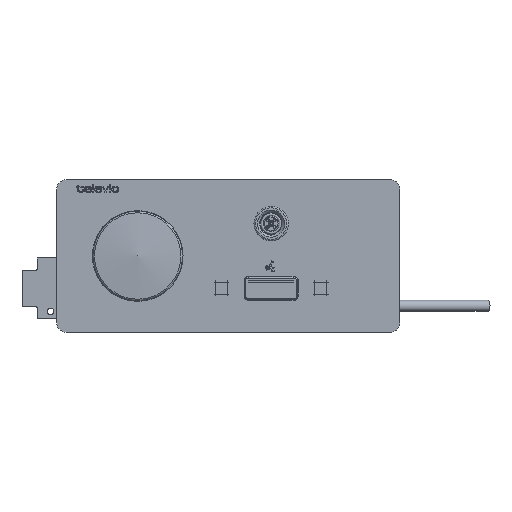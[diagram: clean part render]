
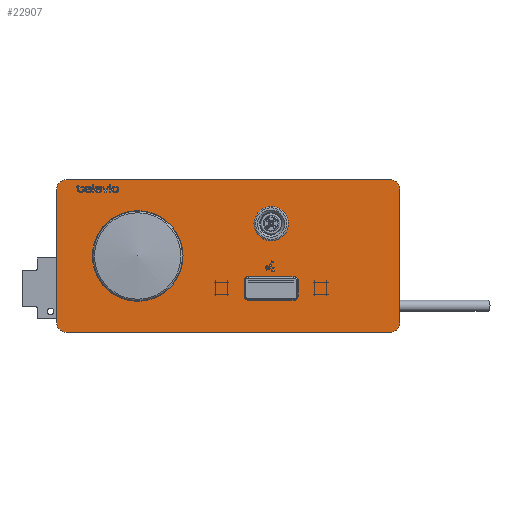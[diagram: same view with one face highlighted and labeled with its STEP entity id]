
A CAD part, top view. The second image highlights one B-rep face of the part: STEP entity #22907.
In plain terms, the highlighted planar face has unit normal (0, 0, 1).
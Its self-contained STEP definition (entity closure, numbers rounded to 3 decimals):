
#6326=LINE('',#119819,#11078);
#6332=LINE('',#119833,#11084);
#6336=LINE('',#119842,#11088);
#6340=LINE('',#119851,#11092);
#6347=LINE('',#119911,#11099);
#6348=LINE('',#119921,#11100);
#6349=LINE('',#119931,#11101);
#6350=LINE('',#119941,#11102);
#6351=LINE('',#119951,#11103);
#11078=VECTOR('',#76121,1.);
#11084=VECTOR('',#76129,1.);
#11088=VECTOR('',#76135,1.);
#11092=VECTOR('',#76141,1.);
#11099=VECTOR('',#76168,1.);
#11100=VECTOR('',#76169,1.);
#11101=VECTOR('',#76170,1.);
#11102=VECTOR('',#76171,1.);
#11103=VECTOR('',#76172,1.);
#14980=B_SPLINE_CURVE_WITH_KNOTS('',3,(#119912,#119913,#119914,#119915,
#119916,#119917,#119918),.UNSPECIFIED.,.F.,.F.,(4,1,1,1,4),(0.,0.25,0.5,
0.75,1.),.UNSPECIFIED.);
#14981=B_SPLINE_CURVE_WITH_KNOTS('',3,(#119923,#119924,#119925,#119926,
#119927,#119928,#119929),.UNSPECIFIED.,.F.,.F.,(4,1,1,1,4),(0.,0.25,0.5,
0.75,1.),.UNSPECIFIED.);
#14982=B_SPLINE_CURVE_WITH_KNOTS('',3,(#119933,#119934,#119935,#119936,
#119937,#119938,#119939),.UNSPECIFIED.,.F.,.F.,(4,1,1,1,4),(0.,0.25,0.5,
0.75,1.),.UNSPECIFIED.);
#14983=B_SPLINE_CURVE_WITH_KNOTS('',3,(#119943,#119944,#119945,#119946,
#119947,#119948,#119949),.UNSPECIFIED.,.F.,.F.,(4,1,1,1,4),(0.,0.25,0.5,
0.75,1.),.UNSPECIFIED.);
#18985=PLANE('',#62044);
#22907=ADVANCED_FACE('',(#24003,#24004,#24005,#24006),#18985,.F.);
#24003=FACE_BOUND('',#27486,.T.);
#24004=FACE_BOUND('',#27487,.T.);
#24005=FACE_BOUND('',#27488,.T.);
#24006=FACE_BOUND('',#27489,.T.);
#27486=EDGE_LOOP('',(#42448));
#27487=EDGE_LOOP('',(#42449,#42450));
#27488=EDGE_LOOP('',(#42451,#42452,#42453,#42454,#42455,#42456,#42457,#42458));
#27489=EDGE_LOOP('',(#42459,#42460,#42461,#42462,#42463,#42464,#42465,#42466));
#42448=ORIENTED_EDGE('',*,*,#55364,.T.);
#42449=ORIENTED_EDGE('',*,*,#55365,.T.);
#42450=ORIENTED_EDGE('',*,*,#55366,.T.);
#42451=ORIENTED_EDGE('',*,*,#55367,.T.);
#42452=ORIENTED_EDGE('',*,*,#55368,.T.);
#42453=ORIENTED_EDGE('',*,*,#55369,.T.);
#42454=ORIENTED_EDGE('',*,*,#55370,.T.);
#42455=ORIENTED_EDGE('',*,*,#55371,.T.);
#42456=ORIENTED_EDGE('',*,*,#55372,.T.);
#42457=ORIENTED_EDGE('',*,*,#55373,.T.);
#42458=ORIENTED_EDGE('',*,*,#55374,.T.);
#42459=ORIENTED_EDGE('',*,*,#55339,.F.);
#42460=ORIENTED_EDGE('',*,*,#55375,.T.);
#42461=ORIENTED_EDGE('',*,*,#55333,.F.);
#42462=ORIENTED_EDGE('',*,*,#55376,.T.);
#42463=ORIENTED_EDGE('',*,*,#55347,.F.);
#42464=ORIENTED_EDGE('',*,*,#55377,.T.);
#42465=ORIENTED_EDGE('',*,*,#55343,.F.);
#42466=ORIENTED_EDGE('',*,*,#55378,.T.);
#47747=VERTEX_POINT('',#119820);
#47748=VERTEX_POINT('',#119821);
#47753=VERTEX_POINT('',#119832);
#47754=VERTEX_POINT('',#119834);
#47757=VERTEX_POINT('',#119841);
#47758=VERTEX_POINT('',#119843);
#47761=VERTEX_POINT('',#119850);
#47762=VERTEX_POINT('',#119852);
#47774=VERTEX_POINT('',#119907);
#47775=VERTEX_POINT('',#119909);
#47776=VERTEX_POINT('',#119910);
#47777=VERTEX_POINT('',#119919);
#47778=VERTEX_POINT('',#119920);
#47779=VERTEX_POINT('',#119922);
#47780=VERTEX_POINT('',#119930);
#47781=VERTEX_POINT('',#119932);
#47782=VERTEX_POINT('',#119940);
#47783=VERTEX_POINT('',#119942);
#47784=VERTEX_POINT('',#119950);
#55333=EDGE_CURVE('',#47747,#47748,#6326,.T.);
#55339=EDGE_CURVE('',#47753,#47754,#6332,.T.);
#55343=EDGE_CURVE('',#47757,#47758,#6336,.T.);
#55347=EDGE_CURVE('',#47761,#47762,#6340,.T.);
#55364=EDGE_CURVE('',#47774,#47774,#57316,.T.);
#55365=EDGE_CURVE('',#47775,#47776,#57317,.T.);
#55366=EDGE_CURVE('',#47776,#47775,#6347,.T.);
#55367=EDGE_CURVE('',#47777,#47778,#14980,.T.);
#55368=EDGE_CURVE('',#47778,#47779,#6348,.T.);
#55369=EDGE_CURVE('',#47779,#47780,#14981,.T.);
#55370=EDGE_CURVE('',#47780,#47781,#6349,.T.);
#55371=EDGE_CURVE('',#47781,#47782,#14982,.T.);
#55372=EDGE_CURVE('',#47782,#47783,#6350,.T.);
#55373=EDGE_CURVE('',#47783,#47784,#14983,.T.);
#55374=EDGE_CURVE('',#47784,#47777,#6351,.T.);
#55375=EDGE_CURVE('',#47753,#47748,#57318,.T.);
#55376=EDGE_CURVE('',#47747,#47762,#57319,.T.);
#55377=EDGE_CURVE('',#47761,#47758,#57320,.T.);
#55378=EDGE_CURVE('',#47757,#47754,#57321,.T.);
#57316=CIRCLE('',#62038,23.8);
#57317=CIRCLE('',#62039,8.05);
#57318=CIRCLE('',#62040,5.);
#57319=CIRCLE('',#62041,5.);
#57320=CIRCLE('',#62042,5.);
#57321=CIRCLE('',#62043,5.);
#62038=AXIS2_PLACEMENT_3D('',#119906,#76164,#76165);
#62039=AXIS2_PLACEMENT_3D('',#119908,#76166,#76167);
#62040=AXIS2_PLACEMENT_3D('',#119952,#76173,#76174);
#62041=AXIS2_PLACEMENT_3D('',#119953,#76175,#76176);
#62042=AXIS2_PLACEMENT_3D('',#119954,#76177,#76178);
#62043=AXIS2_PLACEMENT_3D('',#119955,#76179,#76180);
#62044=AXIS2_PLACEMENT_3D('',#119956,#76181,#76182);
#76121=DIRECTION('',(1.,0.,0.));
#76129=DIRECTION('',(0.,-1.,0.));
#76135=DIRECTION('',(-1.,0.,0.));
#76141=DIRECTION('',(0.,1.,0.));
#76164=DIRECTION('',(0.,0.,-1.));
#76165=DIRECTION('',(-1.,0.,0.));
#76166=DIRECTION('',(0.,0.,-1.));
#76167=DIRECTION('',(-1.,0.,0.));
#76168=DIRECTION('',(1.,0.,0.));
#76169=DIRECTION('',(1.,0.,0.));
#76170=DIRECTION('',(0.,-1.,0.));
#76171=DIRECTION('',(-1.,0.,0.));
#76172=DIRECTION('',(0.,1.,0.));
#76173=DIRECTION('',(0.,0.,1.));
#76174=DIRECTION('',(-1.,0.,0.));
#76175=DIRECTION('',(0.,0.,1.));
#76176=DIRECTION('',(-1.,0.,0.));
#76177=DIRECTION('',(0.,0.,1.));
#76178=DIRECTION('',(-1.,0.,0.));
#76179=DIRECTION('',(0.,0.,1.));
#76180=DIRECTION('',(-1.,0.,0.));
#76181=DIRECTION('',(0.,0.,-1.));
#76182=DIRECTION('',(-1.,0.,0.));
#119819=CARTESIAN_POINT('',(-90.,40.,0.));
#119820=CARTESIAN_POINT('',(-85.,40.,0.));
#119821=CARTESIAN_POINT('',(85.,40.,0.));
#119832=CARTESIAN_POINT('',(90.,35.,0.));
#119833=CARTESIAN_POINT('',(90.,40.,0.));
#119834=CARTESIAN_POINT('',(90.,-35.,0.));
#119841=CARTESIAN_POINT('',(85.,-40.,0.));
#119842=CARTESIAN_POINT('',(90.,-40.,0.));
#119843=CARTESIAN_POINT('',(-85.,-40.,0.));
#119850=CARTESIAN_POINT('',(-90.,-35.,0.));
#119851=CARTESIAN_POINT('',(-90.,-40.,0.));
#119852=CARTESIAN_POINT('',(-90.,35.,0.));
#119906=CARTESIAN_POINT('',(-47.5,0.,0.));
#119907=CARTESIAN_POINT('',(-71.3,0.,0.));
#119908=CARTESIAN_POINT('',(22.5,17.,0.));
#119909=CARTESIAN_POINT('',(25.999,24.25,0.));
#119910=CARTESIAN_POINT('',(19.001,24.25,0.));
#119911=CARTESIAN_POINT('',(0.,24.25,0.));
#119912=CARTESIAN_POINT('',(8.3,-13.,0.));
#119913=CARTESIAN_POINT('',(8.3,-12.714,0.));
#119914=CARTESIAN_POINT('',(8.414,-12.135,0.));
#119915=CARTESIAN_POINT('',(8.904,-11.404,0.));
#119916=CARTESIAN_POINT('',(9.635,-10.914,0.));
#119917=CARTESIAN_POINT('',(10.214,-10.8,0.));
#119918=CARTESIAN_POINT('',(10.5,-10.8,0.));
#119919=CARTESIAN_POINT('',(8.3,-13.,0.));
#119920=CARTESIAN_POINT('',(10.5,-10.8,0.));
#119921=CARTESIAN_POINT('',(0.,-10.8,0.));
#119922=CARTESIAN_POINT('',(34.5,-10.8,0.));
#119923=CARTESIAN_POINT('',(34.5,-10.8,0.));
#119924=CARTESIAN_POINT('',(34.786,-10.8,0.));
#119925=CARTESIAN_POINT('',(35.365,-10.914,0.));
#119926=CARTESIAN_POINT('',(36.096,-11.404,0.));
#119927=CARTESIAN_POINT('',(36.586,-12.135,0.));
#119928=CARTESIAN_POINT('',(36.7,-12.714,0.));
#119929=CARTESIAN_POINT('',(36.7,-13.,0.));
#119930=CARTESIAN_POINT('',(36.7,-13.,0.));
#119931=CARTESIAN_POINT('',(36.7,0.,0.));
#119932=CARTESIAN_POINT('',(36.7,-21.,0.));
#119933=CARTESIAN_POINT('',(36.7,-21.,0.));
#119934=CARTESIAN_POINT('',(36.7,-21.286,0.));
#119935=CARTESIAN_POINT('',(36.586,-21.865,0.));
#119936=CARTESIAN_POINT('',(36.096,-22.596,0.));
#119937=CARTESIAN_POINT('',(35.365,-23.086,0.));
#119938=CARTESIAN_POINT('',(34.786,-23.2,0.));
#119939=CARTESIAN_POINT('',(34.5,-23.2,0.));
#119940=CARTESIAN_POINT('',(34.5,-23.2,0.));
#119941=CARTESIAN_POINT('',(0.,-23.2,0.));
#119942=CARTESIAN_POINT('',(10.5,-23.2,0.));
#119943=CARTESIAN_POINT('',(10.5,-23.2,0.));
#119944=CARTESIAN_POINT('',(10.214,-23.2,0.));
#119945=CARTESIAN_POINT('',(9.635,-23.086,0.));
#119946=CARTESIAN_POINT('',(8.904,-22.596,0.));
#119947=CARTESIAN_POINT('',(8.414,-21.865,0.));
#119948=CARTESIAN_POINT('',(8.3,-21.286,0.));
#119949=CARTESIAN_POINT('',(8.3,-21.,0.));
#119950=CARTESIAN_POINT('',(8.3,-21.,0.));
#119951=CARTESIAN_POINT('',(8.3,0.,0.));
#119952=CARTESIAN_POINT('',(85.,35.,0.));
#119953=CARTESIAN_POINT('',(-85.,35.,0.));
#119954=CARTESIAN_POINT('',(-85.,-35.,0.));
#119955=CARTESIAN_POINT('',(85.,-35.,0.));
#119956=CARTESIAN_POINT('',(0.,0.,0.));
